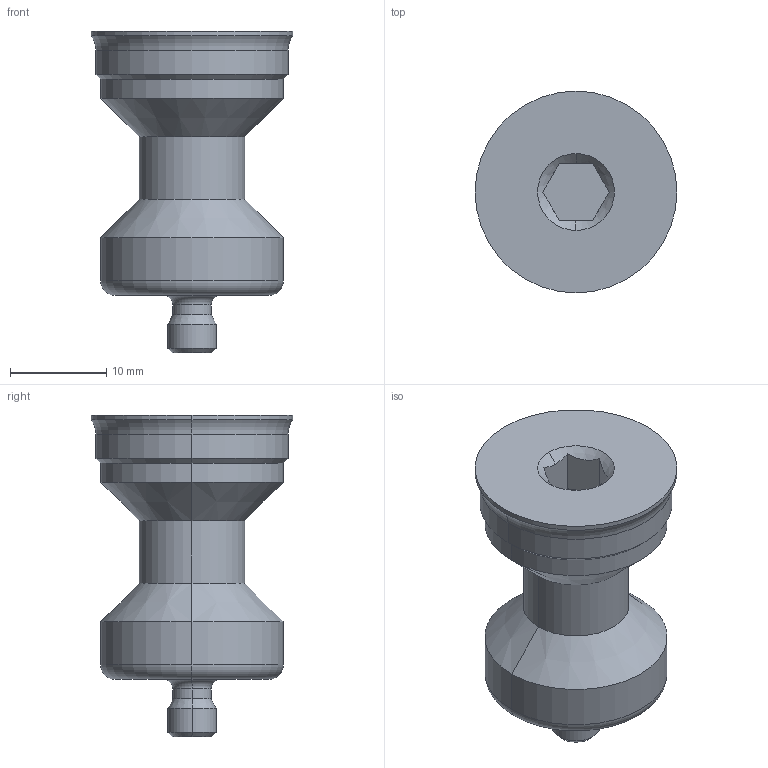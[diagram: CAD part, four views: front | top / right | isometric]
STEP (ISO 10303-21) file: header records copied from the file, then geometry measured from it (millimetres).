
FILE_DESCRIPTION (( 'STEP AP203' ), '1' );
FILE_NAME ('cp185-2424p.STEP', '2021-10-25T23:38:23', ( '' ), ( '' ), 'SwSTEP 2.0', 'SolidWorks 2020', '' );
FILE_SCHEMA (( 'CONFIG_CONTROL_DESIGN' ));
Length unit declared in the file: millimetre
Products named in the file (1): cp185-2424p
Bounding box: 21 x 21 x 33.5 mm (x, y, z)
Volume: 5837 mm3; surface area: 2341.5 mm2
Topology: 1 solids, 1 shells, 42 faces, 88 edges, 50 vertices
Faces by surface type: cylinder 14, cone 12, plane 10, torus 6
Entity records: 1239 total; most frequent: CARTESIAN_POINT 253, DIRECTION 208, ORIENTED_EDGE 176, EDGE_CURVE 88, AXIS2_PLACEMENT_3D 85, VERTEX_POINT 50, EDGE_LOOP 44, CIRCLE 42
